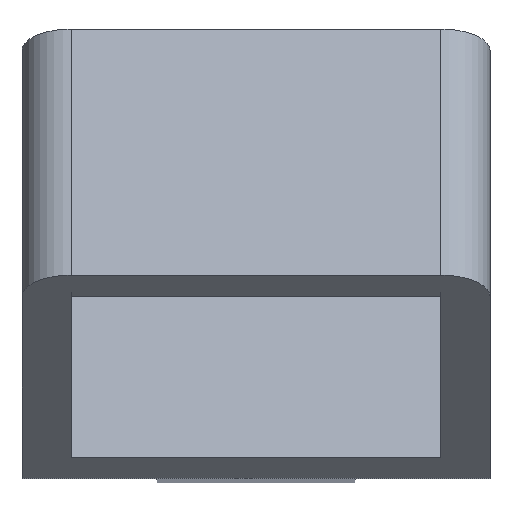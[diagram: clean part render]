
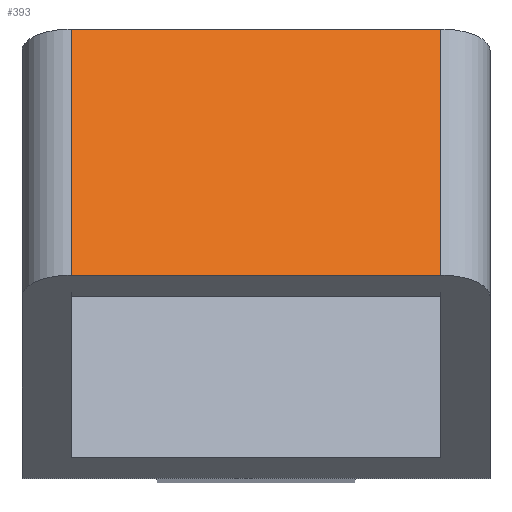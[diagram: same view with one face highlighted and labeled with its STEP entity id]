
A CAD part, top view. The second image highlights one B-rep face of the part: STEP entity #393.
In plain terms, the highlighted planar face has unit normal (0, 0.433, 0.901).
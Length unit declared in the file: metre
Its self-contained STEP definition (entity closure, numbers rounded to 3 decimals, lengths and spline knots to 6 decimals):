
#96=ORIENTED_EDGE('',*,*,#147,.F.);
#97=ORIENTED_EDGE('',*,*,#182,.T.);
#98=ORIENTED_EDGE('',*,*,#135,.T.);
#99=ORIENTED_EDGE('',*,*,#183,.T.);
#135=EDGE_CURVE('',#189,#190,#225,.T.);
#147=EDGE_CURVE('',#201,#202,#234,.T.);
#182=EDGE_CURVE('',#201,#189,#263,.F.);
#183=EDGE_CURVE('',#190,#202,#264,.T.);
#189=VERTEX_POINT('',#562);
#190=VERTEX_POINT('',#563);
#201=VERTEX_POINT('',#586);
#202=VERTEX_POINT('',#588);
#225=LINE('',#561,#269);
#234=LINE('',#587,#278);
#263=LINE('',#654,#307);
#264=LINE('',#655,#308);
#269=VECTOR('',#453,1.);
#278=VECTOR('',#470,1.);
#307=VECTOR('',#531,1.);
#308=VECTOR('',#532,1.);
#327=EDGE_LOOP('',(#96,#97,#98,#99));
#353=FACE_BOUND('',#327,.T.);
#376=PLANE('',#437);
#393=ADVANCED_FACE('',(#353),#376,.F.);
#437=AXIS2_PLACEMENT_3D('',#653,#529,#530);
#453=DIRECTION('',(1.,0.,0.));
#470=DIRECTION('',(1.,0.,0.));
#529=DIRECTION('',(0.,-0.433,-0.902));
#530=DIRECTION('',(0.,0.902,-0.433));
#531=DIRECTION('',(0.,0.902,-0.433));
#532=DIRECTION('',(0.,0.902,-0.433));
#561=CARTESIAN_POINT('',(-0.054889,-0.012067,0.060964));
#562=CARTESIAN_POINT('',(-0.038389,-0.012067,0.060964));
#563=CARTESIAN_POINT('',(-0.030889,-0.012067,0.060964));
#586=CARTESIAN_POINT('',(-0.038389,-0.007067,0.058564));
#587=CARTESIAN_POINT('',(-0.032264,-0.007067,0.058564));
#588=CARTESIAN_POINT('',(-0.030889,-0.007067,0.058564));
#653=CARTESIAN_POINT('',(-0.054889,-0.009567,0.059764));
#654=CARTESIAN_POINT('',(-0.038389,-0.009567,0.059764));
#655=CARTESIAN_POINT('',(-0.030889,-0.009567,0.059764));
